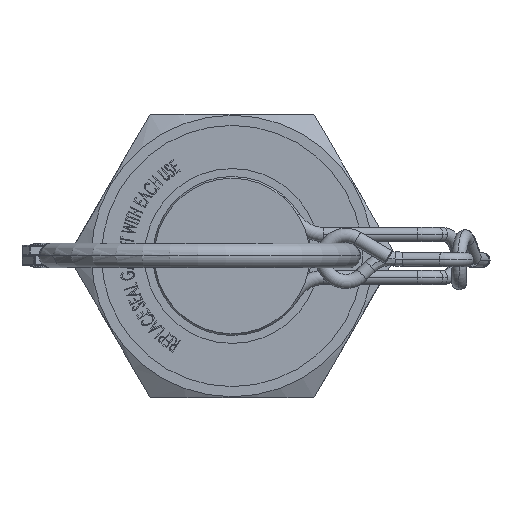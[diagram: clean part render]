
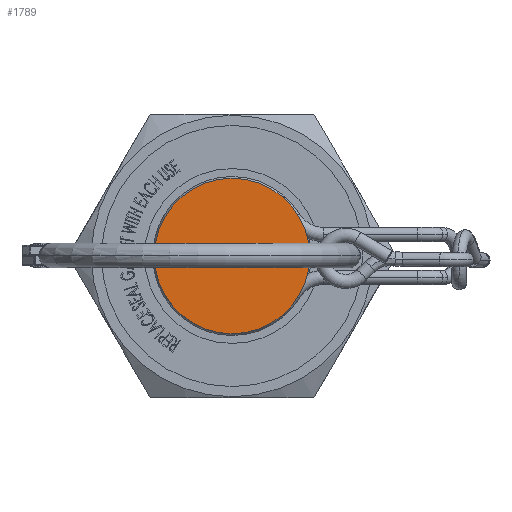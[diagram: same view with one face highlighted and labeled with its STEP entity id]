
A CAD part, left-side view. The second image highlights one B-rep face of the part: STEP entity #1789.
In plain terms, the highlighted face is planar.
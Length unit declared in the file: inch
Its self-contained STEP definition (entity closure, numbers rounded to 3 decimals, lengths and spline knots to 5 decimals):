
#798 = VERTEX_POINT ( 'NONE', #28144 ) ;
#1195 = FACE_OUTER_BOUND ( 'NONE', #36341, .T. ) ;
#1513 = AXIS2_PLACEMENT_3D ( 'NONE', #15413, #12279, #33627 ) ;
#1789 = ADVANCED_FACE ( 'NONE', ( #1195 ), #18469, .F. ) ;
#3757 = CIRCLE ( 'NONE', #15595, 0.3425 ) ;
#9252 = DIRECTION ( 'NONE',  ( 0., 0., 1. ) ) ;
#12279 = DIRECTION ( 'NONE',  ( -1., 0., 0. ) ) ;
#14288 = CARTESIAN_POINT ( 'NONE',  ( 1.25, 0., 0. ) ) ;
#15413 = CARTESIAN_POINT ( 'NONE',  ( 1.25, 0., 0. ) ) ;
#15503 = CARTESIAN_POINT ( 'NONE',  ( 1.25, 0.3425, 0. ) ) ;
#15595 = AXIS2_PLACEMENT_3D ( 'NONE', #14288, #23243, #23527 ) ;
#18469 = PLANE ( 'NONE',  #40010 ) ;
#20254 = ORIENTED_EDGE ( 'NONE', *, *, #21540, .F. ) ;
#21377 = CARTESIAN_POINT ( 'NONE',  ( 1.25, 0., 0.3425 ) ) ;
#21540 = EDGE_CURVE ( 'NONE', #798, #36581, #3757, .T. ) ;
#23243 = DIRECTION ( 'NONE',  ( -1., 0., 0. ) ) ;
#23527 = DIRECTION ( 'NONE',  ( 0., 0., 1. ) ) ;
#28144 = CARTESIAN_POINT ( 'NONE',  ( 1.25, 0., -0.3425 ) ) ;
#31759 = ORIENTED_EDGE ( 'NONE', *, *, #36583, .F. ) ;
#33627 = DIRECTION ( 'NONE',  ( 0., 0., 1. ) ) ;
#34972 = CIRCLE ( 'NONE', #1513, 0.3425 ) ;
#36341 = EDGE_LOOP ( 'NONE', ( #31759, #20254 ) ) ;
#36581 = VERTEX_POINT ( 'NONE', #21377 ) ;
#36583 = EDGE_CURVE ( 'NONE', #36581, #798, #34972, .T. ) ;
#37112 = DIRECTION ( 'NONE',  ( -1., 0., 0. ) ) ;
#40010 = AXIS2_PLACEMENT_3D ( 'NONE', #15503, #37112, #9252 ) ;
